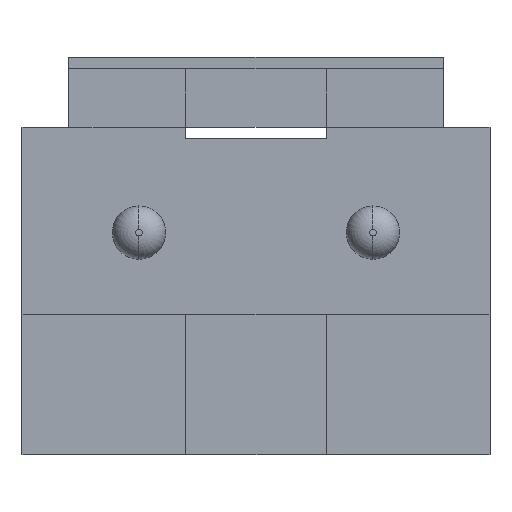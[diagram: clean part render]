
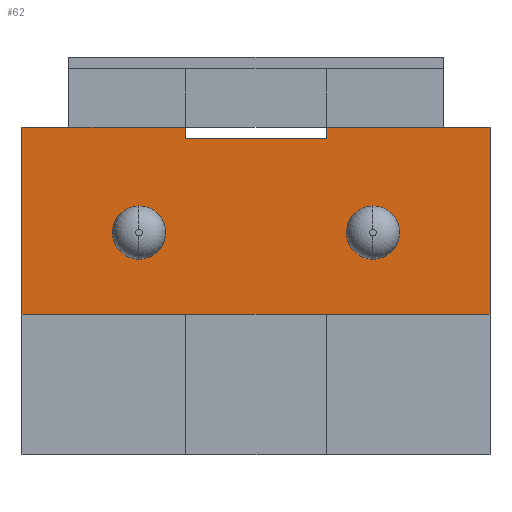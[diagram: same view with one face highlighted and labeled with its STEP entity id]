
A CAD part, front view. The second image highlights one B-rep face of the part: STEP entity #62.
In plain terms, the highlighted planar face has unit normal (0, -1, 0).
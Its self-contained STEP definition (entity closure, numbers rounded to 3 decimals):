
#2 = EDGE_CURVE ( 'NONE', #83, #637, #1395, .T. ) ;
#16 = CARTESIAN_POINT ( 'NONE',  ( 2.5, 1., 0.5 ) ) ;
#38 = CARTESIAN_POINT ( 'NONE',  ( 5., 1., 2.5 ) ) ;
#54 = CARTESIAN_POINT ( 'NONE',  ( 2.5, 1., -0.07 ) ) ;
#62 = ADVANCED_FACE ( 'NONE', ( #1098, #283, #243 ), #124, .F. ) ;
#73 = DIRECTION ( 'NONE',  ( 0., 0., -1. ) ) ;
#83 = VERTEX_POINT ( 'NONE', #1448 ) ;
#85 = CARTESIAN_POINT ( 'NONE',  ( 5., 1., 2.75 ) ) ;
#91 = CARTESIAN_POINT ( 'NONE',  ( 5., 1., 2.75 ) ) ;
#94 = CARTESIAN_POINT ( 'NONE',  ( -5., 1., 2.75 ) ) ;
#97 = VERTEX_POINT ( 'NONE', #1107 ) ;
#116 = VERTEX_POINT ( 'NONE', #1441 ) ;
#117 = VERTEX_POINT ( 'NONE', #397 ) ;
#124 = PLANE ( 'NONE',  #194 ) ;
#144 = ORIENTED_EDGE ( 'NONE', *, *, #1116, .T. ) ;
#146 = ORIENTED_EDGE ( 'NONE', *, *, #666, .T. ) ;
#149 = LINE ( 'NONE', #38, #1059 ) ;
#178 = LINE ( 'NONE', #94, #771 ) ;
#185 = CARTESIAN_POINT ( 'NONE',  ( 1.5, 1., 2.75 ) ) ;
#194 = AXIS2_PLACEMENT_3D ( 'NONE', #1092, #831, #993 ) ;
#202 = LINE ( 'NONE', #219, #571 ) ;
#219 = CARTESIAN_POINT ( 'NONE',  ( 5., 1., 2.75 ) ) ;
#228 = DIRECTION ( 'NONE',  ( 0., 0., 1. ) ) ;
#231 = EDGE_CURVE ( 'NONE', #97, #1370, #1256, .T. ) ;
#235 = DIRECTION ( 'NONE',  ( 0., 0., 1. ) ) ;
#243 = FACE_OUTER_BOUND ( 'NONE', #790, .T. ) ;
#248 = VECTOR ( 'NONE', #1347, 1000. ) ;
#260 = DIRECTION ( 'NONE',  ( 0., 0., 1. ) ) ;
#274 = DIRECTION ( 'NONE',  ( -1., 0., 0. ) ) ;
#276 = EDGE_CURVE ( 'NONE', #1346, #1185, #1151, .T. ) ;
#283 = FACE_BOUND ( 'NONE', #1119, .T. ) ;
#295 = EDGE_LOOP ( 'NONE', ( #1131, #503 ) ) ;
#303 = VERTEX_POINT ( 'NONE', #479 ) ;
#309 = CARTESIAN_POINT ( 'NONE',  ( -1.5, 1., 2.75 ) ) ;
#347 = CARTESIAN_POINT ( 'NONE',  ( -2.5, 1., 0.5 ) ) ;
#363 = VECTOR ( 'NONE', #461, 1000. ) ;
#367 = ORIENTED_EDGE ( 'NONE', *, *, #1321, .T. ) ;
#369 = DIRECTION ( 'NONE',  ( 0., 0., 1. ) ) ;
#379 = DIRECTION ( 'NONE',  ( 0., -1., 0. ) ) ;
#393 = EDGE_CURVE ( 'NONE', #303, #1204, #1008, .T. ) ;
#397 = CARTESIAN_POINT ( 'NONE',  ( -4., 1., 2.75 ) ) ;
#461 = DIRECTION ( 'NONE',  ( -1., 0., 0. ) ) ;
#479 = CARTESIAN_POINT ( 'NONE',  ( 2.5, 1., 1.07 ) ) ;
#485 = AXIS2_PLACEMENT_3D ( 'NONE', #347, #1407, #228 ) ;
#493 = CARTESIAN_POINT ( 'NONE',  ( 5., 1., 2.75 ) ) ;
#503 = ORIENTED_EDGE ( 'NONE', *, *, #393, .F. ) ;
#534 = VERTEX_POINT ( 'NONE', #1445 ) ;
#541 = VECTOR ( 'NONE', #930, 1000. ) ;
#566 = DIRECTION ( 'NONE',  ( 0., -1., 0. ) ) ;
#571 = VECTOR ( 'NONE', #932, 1000. ) ;
#620 = EDGE_CURVE ( 'NONE', #117, #116, #1142, .T. ) ;
#636 = DIRECTION ( 'NONE',  ( -1., 0., 0. ) ) ;
#637 = VERTEX_POINT ( 'NONE', #1020 ) ;
#652 = DIRECTION ( 'NONE',  ( 0., 0., -1. ) ) ;
#666 = EDGE_CURVE ( 'NONE', #880, #117, #202, .T. ) ;
#672 = CIRCLE ( 'NONE', #770, 0.57 ) ;
#717 = CARTESIAN_POINT ( 'NONE',  ( 5., 1., -1.25 ) ) ;
#725 = ORIENTED_EDGE ( 'NONE', *, *, #231, .T. ) ;
#750 = EDGE_CURVE ( 'NONE', #939, #83, #788, .T. ) ;
#770 = AXIS2_PLACEMENT_3D ( 'NONE', #16, #566, #235 ) ;
#771 = VECTOR ( 'NONE', #652, 1000. ) ;
#772 = EDGE_CURVE ( 'NONE', #1419, #880, #797, .T. ) ;
#788 = LINE ( 'NONE', #1040, #795 ) ;
#790 = EDGE_LOOP ( 'NONE', ( #826, #1015, #146, #1123, #367, #1140, #850, #1103, #144, #725 ) ) ;
#795 = VECTOR ( 'NONE', #900, 1000. ) ;
#797 = LINE ( 'NONE', #309, #1246 ) ;
#826 = ORIENTED_EDGE ( 'NONE', *, *, #940, .T. ) ;
#831 = DIRECTION ( 'NONE',  ( 0., 1., 0. ) ) ;
#849 = CARTESIAN_POINT ( 'NONE',  ( -2.5, 1., 0.5 ) ) ;
#850 = ORIENTED_EDGE ( 'NONE', *, *, #750, .F. ) ;
#880 = VERTEX_POINT ( 'NONE', #1278 ) ;
#889 = EDGE_CURVE ( 'NONE', #1204, #303, #672, .T. ) ;
#900 = DIRECTION ( 'NONE',  ( 0., 0., -1. ) ) ;
#930 = DIRECTION ( 'NONE',  ( -1., 0., 0. ) ) ;
#932 = DIRECTION ( 'NONE',  ( -1., 0., 0. ) ) ;
#939 = VERTEX_POINT ( 'NONE', #987 ) ;
#940 = EDGE_CURVE ( 'NONE', #1370, #1419, #149, .T. ) ;
#950 = CARTESIAN_POINT ( 'NONE',  ( -1.5, 1., 2.5 ) ) ;
#957 = CARTESIAN_POINT ( 'NONE',  ( -2.5, 1., -0.07 ) ) ;
#986 = AXIS2_PLACEMENT_3D ( 'NONE', #849, #379, #260 ) ;
#987 = CARTESIAN_POINT ( 'NONE',  ( 5., 1., 2.75 ) ) ;
#992 = DIRECTION ( 'NONE',  ( 0., -1., 0. ) ) ;
#993 = DIRECTION ( 'NONE',  ( 0., 0., 1. ) ) ;
#1008 = CIRCLE ( 'NONE', #1192, 0.57 ) ;
#1015 = ORIENTED_EDGE ( 'NONE', *, *, #772, .T. ) ;
#1020 = CARTESIAN_POINT ( 'NONE',  ( -5., 1., -1.25 ) ) ;
#1031 = ORIENTED_EDGE ( 'NONE', *, *, #1136, .F. ) ;
#1040 = CARTESIAN_POINT ( 'NONE',  ( 5., 1., 2.75 ) ) ;
#1059 = VECTOR ( 'NONE', #274, 1000. ) ;
#1092 = CARTESIAN_POINT ( 'NONE',  ( 5., 1., 2.75 ) ) ;
#1098 = FACE_BOUND ( 'NONE', #295, .T. ) ;
#1103 = ORIENTED_EDGE ( 'NONE', *, *, #1137, .T. ) ;
#1107 = CARTESIAN_POINT ( 'NONE',  ( 1.5, 1., 2.75 ) ) ;
#1116 = EDGE_CURVE ( 'NONE', #534, #97, #1236, .T. ) ;
#1119 = EDGE_LOOP ( 'NONE', ( #1031, #1166 ) ) ;
#1120 = CARTESIAN_POINT ( 'NONE',  ( -2.5, 1., 1.07 ) ) ;
#1123 = ORIENTED_EDGE ( 'NONE', *, *, #620, .T. ) ;
#1131 = ORIENTED_EDGE ( 'NONE', *, *, #889, .F. ) ;
#1136 = EDGE_CURVE ( 'NONE', #1185, #1346, #1219, .T. ) ;
#1137 = EDGE_CURVE ( 'NONE', #939, #534, #1194, .T. ) ;
#1140 = ORIENTED_EDGE ( 'NONE', *, *, #2, .F. ) ;
#1142 = LINE ( 'NONE', #91, #248 ) ;
#1151 = CIRCLE ( 'NONE', #485, 0.57 ) ;
#1166 = ORIENTED_EDGE ( 'NONE', *, *, #276, .F. ) ;
#1185 = VERTEX_POINT ( 'NONE', #957 ) ;
#1192 = AXIS2_PLACEMENT_3D ( 'NONE', #1421, #992, #369 ) ;
#1194 = LINE ( 'NONE', #493, #1392 ) ;
#1204 = VERTEX_POINT ( 'NONE', #54 ) ;
#1219 = CIRCLE ( 'NONE', #986, 0.57 ) ;
#1230 = DIRECTION ( 'NONE',  ( 0., 0., 1. ) ) ;
#1236 = LINE ( 'NONE', #85, #363 ) ;
#1246 = VECTOR ( 'NONE', #1230, 1000. ) ;
#1256 = LINE ( 'NONE', #185, #1330 ) ;
#1273 = CARTESIAN_POINT ( 'NONE',  ( 1.5, 1., 2.5 ) ) ;
#1278 = CARTESIAN_POINT ( 'NONE',  ( -1.5, 1., 2.75 ) ) ;
#1321 = EDGE_CURVE ( 'NONE', #116, #637, #178, .T. ) ;
#1330 = VECTOR ( 'NONE', #73, 1000. ) ;
#1346 = VERTEX_POINT ( 'NONE', #1120 ) ;
#1347 = DIRECTION ( 'NONE',  ( -1., 0., 0. ) ) ;
#1370 = VERTEX_POINT ( 'NONE', #1273 ) ;
#1392 = VECTOR ( 'NONE', #636, 1000. ) ;
#1395 = LINE ( 'NONE', #717, #541 ) ;
#1407 = DIRECTION ( 'NONE',  ( 0., -1., 0. ) ) ;
#1419 = VERTEX_POINT ( 'NONE', #950 ) ;
#1421 = CARTESIAN_POINT ( 'NONE',  ( 2.5, 1., 0.5 ) ) ;
#1441 = CARTESIAN_POINT ( 'NONE',  ( -5., 1., 2.75 ) ) ;
#1445 = CARTESIAN_POINT ( 'NONE',  ( 4., 1., 2.75 ) ) ;
#1448 = CARTESIAN_POINT ( 'NONE',  ( 5., 1., -1.25 ) ) ;
